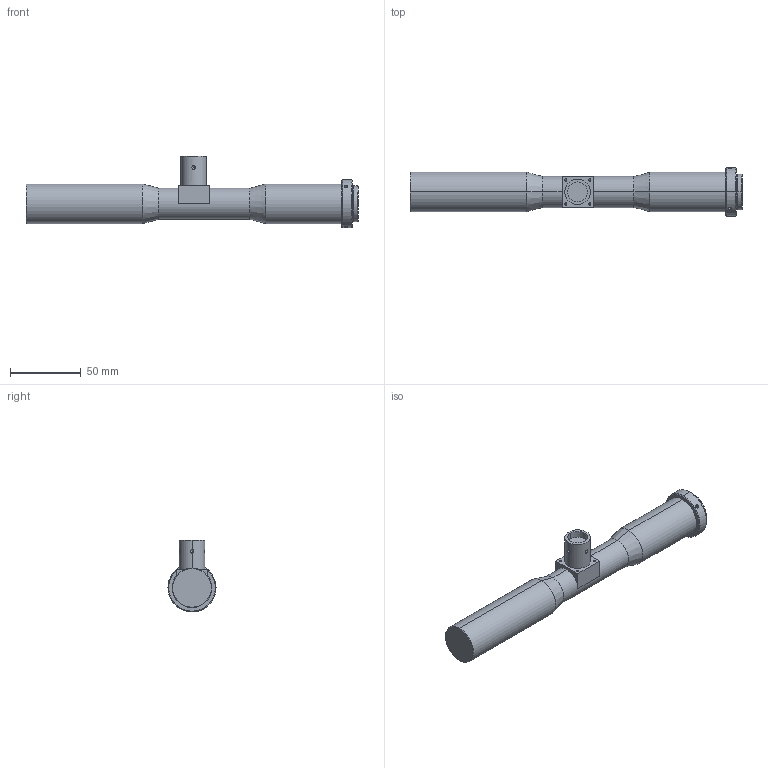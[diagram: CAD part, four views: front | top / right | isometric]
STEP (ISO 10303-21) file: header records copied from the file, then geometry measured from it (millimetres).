
FILE_DESCRIPTION (( 'STEP AP203' ), '1' );
FILE_NAME ('WH08-250CT.STEP', '2019-12-03T02:13:53', ( 'Windows 蚚誧' ), ( '' ), 'SwSTEP 2.0', 'SolidWorks 2017', '' );
FILE_SCHEMA (( 'CONFIG_CONTROL_DESIGN' ));
Length unit declared in the file: millimetre
Products named in the file (1): WH08-250CT
Bounding box: 234.8 x 34 x 50.7 mm (x, y, z)
Volume: 134703.9 mm3; surface area: 23417.1 mm2
Topology: 1 solids, 1 shells, 84 faces, 199 edges, 109 vertices
Faces by surface type: cylinder 38, cone 34, plane 12
Entity records: 2538 total; most frequent: CARTESIAN_POINT 629, DIRECTION 403, ORIENTED_EDGE 354, EDGE_CURVE 177, AXIS2_PLACEMENT_3D 159, VERTEX_POINT 109, EDGE_LOOP 98, VECTOR 85
